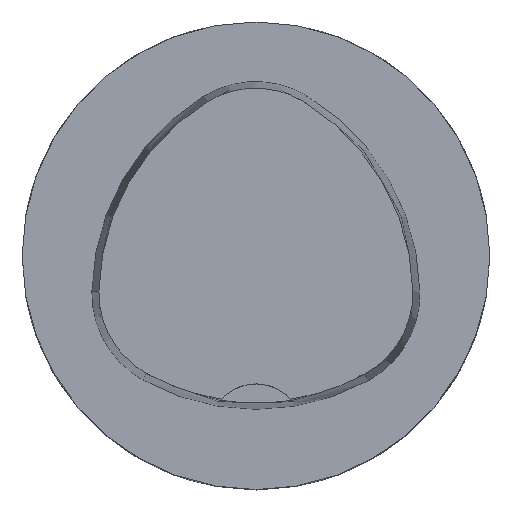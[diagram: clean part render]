
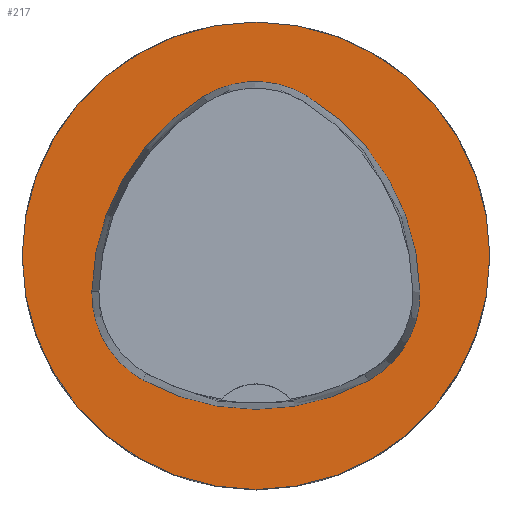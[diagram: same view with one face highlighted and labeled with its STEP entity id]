
A CAD part, top view. The second image highlights one B-rep face of the part: STEP entity #217.
In plain terms, the highlighted planar face has unit normal (0, 0, 1).
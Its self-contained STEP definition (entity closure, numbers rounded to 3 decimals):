
#217=ADVANCED_FACE('',(#395,#396),#256,.T.);
#256=PLANE('',#1103);
#395=FACE_BOUND('',#449,.T.);
#396=FACE_BOUND('',#450,.T.);
#449=EDGE_LOOP('',(#610,#611,#612,#613,#614,#615));
#450=EDGE_LOOP('',(#616));
#610=ORIENTED_EDGE('',*,*,#884,.T.);
#611=ORIENTED_EDGE('',*,*,#864,.T.);
#612=ORIENTED_EDGE('',*,*,#868,.T.);
#613=ORIENTED_EDGE('',*,*,#871,.T.);
#614=ORIENTED_EDGE('',*,*,#874,.T.);
#615=ORIENTED_EDGE('',*,*,#882,.T.);
#616=ORIENTED_EDGE('',*,*,#887,.F.);
#769=VERTEX_POINT('',#1670);
#770=VERTEX_POINT('',#1671);
#773=VERTEX_POINT('',#1679);
#775=VERTEX_POINT('',#1685);
#777=VERTEX_POINT('',#1691);
#784=VERTEX_POINT('',#1712);
#785=VERTEX_POINT('',#1722);
#864=EDGE_CURVE('',#769,#770,#951,.T.);
#868=EDGE_CURVE('',#770,#773,#953,.T.);
#871=EDGE_CURVE('',#773,#775,#955,.T.);
#874=EDGE_CURVE('',#775,#777,#957,.T.);
#882=EDGE_CURVE('',#777,#784,#961,.T.);
#884=EDGE_CURVE('',#784,#769,#963,.T.);
#887=EDGE_CURVE('',#785,#785,#966,.T.);
#951=CIRCLE('',#1080,20.);
#953=CIRCLE('',#1083,8.5);
#955=CIRCLE('',#1086,20.);
#957=CIRCLE('',#1089,8.5);
#961=CIRCLE('',#1094,20.);
#963=CIRCLE('',#1097,8.5);
#966=CIRCLE('',#1102,20.);
#1080=AXIS2_PLACEMENT_3D('',#1669,#1259,#1260);
#1083=AXIS2_PLACEMENT_3D('',#1678,#1267,#1268);
#1086=AXIS2_PLACEMENT_3D('',#1684,#1274,#1275);
#1089=AXIS2_PLACEMENT_3D('',#1690,#1281,#1282);
#1094=AXIS2_PLACEMENT_3D('',#1713,#1293,#1294);
#1097=AXIS2_PLACEMENT_3D('',#1716,#1299,#1300);
#1102=AXIS2_PLACEMENT_3D('',#1721,#1309,#1310);
#1103=AXIS2_PLACEMENT_3D('',#1723,#1311,#1312);
#1259=DIRECTION('',(0.,0.,-1.));
#1260=DIRECTION('',(-1.,0.,0.));
#1267=DIRECTION('',(0.,0.,-1.));
#1268=DIRECTION('',(-1.,0.,0.));
#1274=DIRECTION('',(0.,0.,-1.));
#1275=DIRECTION('',(-1.,0.,0.));
#1281=DIRECTION('',(0.,0.,-1.));
#1282=DIRECTION('',(-1.,0.,0.));
#1293=DIRECTION('',(0.,0.,-1.));
#1294=DIRECTION('',(-1.,0.,0.));
#1299=DIRECTION('',(0.,0.,-1.));
#1300=DIRECTION('',(-1.,0.,0.));
#1309=DIRECTION('',(0.,0.,-1.));
#1310=DIRECTION('',(-1.,0.,0.));
#1311=DIRECTION('',(0.,0.,1.));
#1312=DIRECTION('',(1.,0.,0.));
#1669=CARTESIAN_POINT('',(5.955,-3.414,0.));
#1670=CARTESIAN_POINT('',(-14.041,-3.042,0.));
#1671=CARTESIAN_POINT('',(-4.472,13.653,0.));
#1678=CARTESIAN_POINT('',(-0.04,6.4,0.));
#1679=CARTESIAN_POINT('',(4.347,13.68,0.));
#1684=CARTESIAN_POINT('',(-5.976,-3.45,0.));
#1685=CARTESIAN_POINT('',(14.021,-3.075,0.));
#1690=CARTESIAN_POINT('',(5.522,-3.235,0.));
#1691=CARTESIAN_POINT('',(9.588,-10.699,0.));
#1712=CARTESIAN_POINT('',(-9.655,-10.639,0.));
#1713=CARTESIAN_POINT('',(0.022,6.864,0.));
#1716=CARTESIAN_POINT('',(-5.543,-3.2,0.));
#1721=CARTESIAN_POINT('',(0.,0.,0.));
#1722=CARTESIAN_POINT('',(-20.,0.,0.));
#1723=CARTESIAN_POINT('',(0.,0.,0.));
